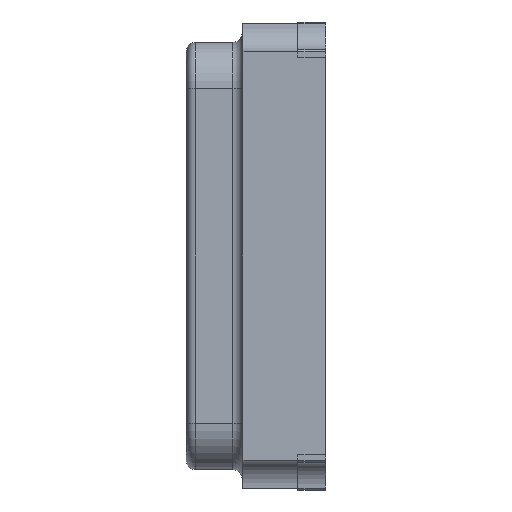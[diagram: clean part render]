
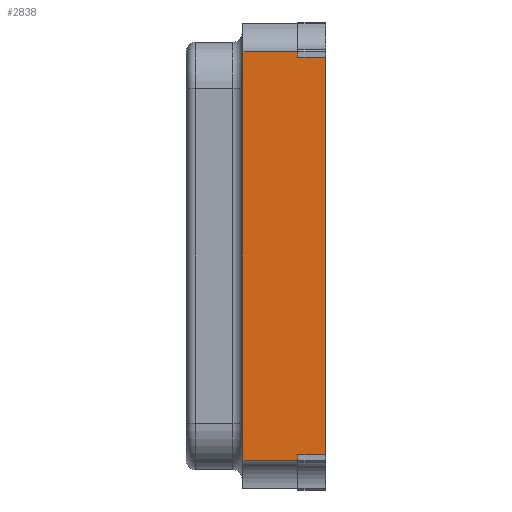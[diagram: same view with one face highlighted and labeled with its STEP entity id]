
A CAD part, left-side view. The second image highlights one B-rep face of the part: STEP entity #2838.
In plain terms, the highlighted planar face has unit normal (-1, 0, 0).
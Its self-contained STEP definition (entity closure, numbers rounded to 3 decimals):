
#188 = CARTESIAN_POINT ( 'NONE',  ( -1.6, 0.15, 1.1 ) ) ;
#223 = CARTESIAN_POINT ( 'NONE',  ( -1.6, 0.15, 1.1 ) ) ;
#246 = AXIS2_PLACEMENT_3D ( 'NONE', #1743, #829, #2438 ) ;
#272 = VECTOR ( 'NONE', #2655, 1000. ) ;
#314 = EDGE_CURVE ( 'NONE', #2211, #1395, #1733, .T. ) ;
#332 = EDGE_CURVE ( 'NONE', #732, #333, #1501, .T. ) ;
#333 = VERTEX_POINT ( 'NONE', #188 ) ;
#403 = ORIENTED_EDGE ( 'NONE', *, *, #314, .F. ) ;
#419 = PLANE ( 'NONE',  #246 ) ;
#585 = CARTESIAN_POINT ( 'NONE',  ( -1.6, 0.445, 1.1 ) ) ;
#615 = DIRECTION ( 'NONE',  ( 0., -1., 0. ) ) ;
#629 = CARTESIAN_POINT ( 'NONE',  ( -1.6, 0.15, 1.07 ) ) ;
#646 = CARTESIAN_POINT ( 'NONE',  ( -1.6, 0.15, -1.1 ) ) ;
#731 = LINE ( 'NONE', #817, #1266 ) ;
#732 = VERTEX_POINT ( 'NONE', #2403 ) ;
#748 = VECTOR ( 'NONE', #836, 1000. ) ;
#774 = ORIENTED_EDGE ( 'NONE', *, *, #1596, .T. ) ;
#798 = EDGE_CURVE ( 'NONE', #732, #1521, #1808, .T. ) ;
#817 = CARTESIAN_POINT ( 'NONE',  ( -1.6, 0., -1.1 ) ) ;
#829 = DIRECTION ( 'NONE',  ( 1., 0., 0. ) ) ;
#836 = DIRECTION ( 'NONE',  ( 0., -1., 0. ) ) ;
#927 = EDGE_CURVE ( 'NONE', #2211, #2434, #1426, .T. ) ;
#945 = CARTESIAN_POINT ( 'NONE',  ( -1.6, 0., -1.07 ) ) ;
#947 = CARTESIAN_POINT ( 'NONE',  ( -1.6, 0.445, 1.25 ) ) ;
#964 = ORIENTED_EDGE ( 'NONE', *, *, #798, .F. ) ;
#978 = VERTEX_POINT ( 'NONE', #585 ) ;
#985 = VECTOR ( 'NONE', #1579, 1000. ) ;
#1172 = VECTOR ( 'NONE', #1936, 1000. ) ;
#1185 = EDGE_CURVE ( 'NONE', #333, #978, #2844, .T. ) ;
#1254 = CARTESIAN_POINT ( 'NONE',  ( -1.6, 0., 1.07 ) ) ;
#1266 = VECTOR ( 'NONE', #615, 1000. ) ;
#1271 = LINE ( 'NONE', #947, #2339 ) ;
#1281 = EDGE_CURVE ( 'NONE', #978, #2284, #1271, .T. ) ;
#1344 = CARTESIAN_POINT ( 'NONE',  ( -1.6, 0.445, -1.1 ) ) ;
#1367 = CARTESIAN_POINT ( 'NONE',  ( -1.6, 0., 1.25 ) ) ;
#1395 = VERTEX_POINT ( 'NONE', #646 ) ;
#1426 = LINE ( 'NONE', #2832, #748 ) ;
#1501 = LINE ( 'NONE', #223, #2446 ) ;
#1521 = VERTEX_POINT ( 'NONE', #1254 ) ;
#1579 = DIRECTION ( 'NONE',  ( 0., 0., 1. ) ) ;
#1596 = EDGE_CURVE ( 'NONE', #2284, #1395, #731, .T. ) ;
#1733 = LINE ( 'NONE', #2433, #2760 ) ;
#1743 = CARTESIAN_POINT ( 'NONE',  ( -1.6, 0.45, 1.25 ) ) ;
#1766 = CARTESIAN_POINT ( 'NONE',  ( -1.6, 0.15, -1.07 ) ) ;
#1808 = LINE ( 'NONE', #629, #272 ) ;
#1848 = ORIENTED_EDGE ( 'NONE', *, *, #927, .T. ) ;
#1936 = DIRECTION ( 'NONE',  ( 0., 1., 0. ) ) ;
#1954 = FACE_OUTER_BOUND ( 'NONE', #2860, .T. ) ;
#1958 = LINE ( 'NONE', #1367, #985 ) ;
#1959 = DIRECTION ( 'NONE',  ( 0., 0., -1. ) ) ;
#1986 = ORIENTED_EDGE ( 'NONE', *, *, #1281, .T. ) ;
#2053 = EDGE_CURVE ( 'NONE', #2434, #1521, #1958, .T. ) ;
#2186 = CARTESIAN_POINT ( 'NONE',  ( -1.6, 0., 1.1 ) ) ;
#2211 = VERTEX_POINT ( 'NONE', #1766 ) ;
#2231 = DIRECTION ( 'NONE',  ( 0., 0., 1. ) ) ;
#2284 = VERTEX_POINT ( 'NONE', #1344 ) ;
#2323 = ORIENTED_EDGE ( 'NONE', *, *, #2053, .T. ) ;
#2339 = VECTOR ( 'NONE', #2506, 1000. ) ;
#2386 = ORIENTED_EDGE ( 'NONE', *, *, #1185, .T. ) ;
#2403 = CARTESIAN_POINT ( 'NONE',  ( -1.6, 0.15, 1.07 ) ) ;
#2433 = CARTESIAN_POINT ( 'NONE',  ( -1.6, 0.15, -1.1 ) ) ;
#2434 = VERTEX_POINT ( 'NONE', #945 ) ;
#2438 = DIRECTION ( 'NONE',  ( 0., 0., -1. ) ) ;
#2446 = VECTOR ( 'NONE', #2231, 1000. ) ;
#2506 = DIRECTION ( 'NONE',  ( 0., 0., -1. ) ) ;
#2529 = ORIENTED_EDGE ( 'NONE', *, *, #332, .T. ) ;
#2655 = DIRECTION ( 'NONE',  ( 0., -1., 0. ) ) ;
#2760 = VECTOR ( 'NONE', #1959, 1000. ) ;
#2832 = CARTESIAN_POINT ( 'NONE',  ( -1.6, 0.15, -1.07 ) ) ;
#2838 = ADVANCED_FACE ( 'NONE', ( #1954 ), #419, .F. ) ;
#2844 = LINE ( 'NONE', #2186, #1172 ) ;
#2860 = EDGE_LOOP ( 'NONE', ( #2386, #1986, #774, #403, #1848, #2323, #964, #2529 ) ) ;
